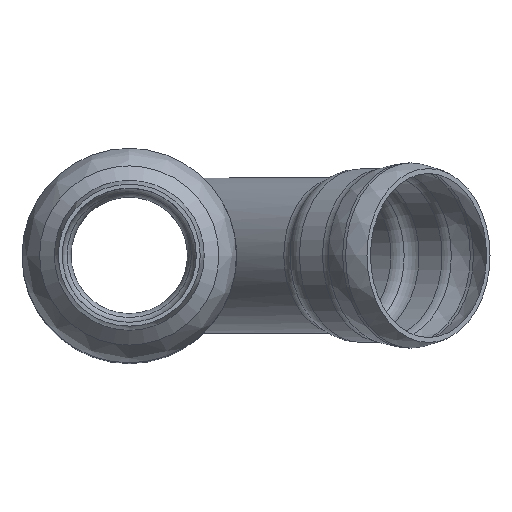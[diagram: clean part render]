
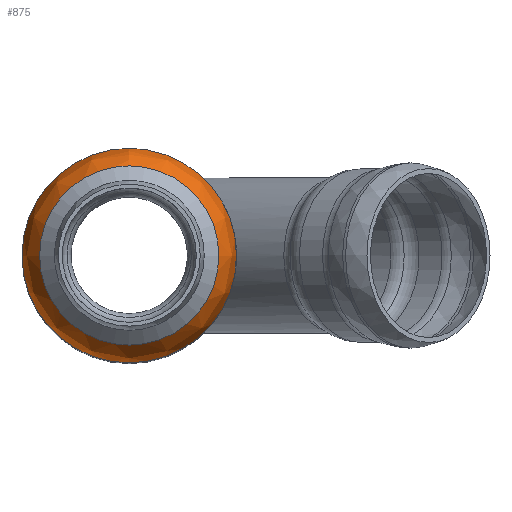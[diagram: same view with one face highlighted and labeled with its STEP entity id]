
A CAD part, top view. The second image highlights one B-rep face of the part: STEP entity #875.
In plain terms, the highlighted free-form (B-spline) face has degree [2, 2] with [3, 9] control points.
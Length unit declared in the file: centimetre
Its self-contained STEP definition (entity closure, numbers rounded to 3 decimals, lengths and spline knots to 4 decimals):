
#24=(
BOUNDED_SURFACE()
B_SPLINE_SURFACE(2,2,((#1697,#1698,#1699,#1700,#1701,#1702,#1703,#1704,
#1705),(#1706,#1707,#1708,#1709,#1710,#1711,#1712,#1713,#1714),(#1715,#1716,
#1717,#1718,#1719,#1720,#1721,#1722,#1723)),.UNSPECIFIED.,.F.,.T.,.F.)
B_SPLINE_SURFACE_WITH_KNOTS((3,3),(3,2,2,2,3),(0.,0.8173),
(-3.1416,-1.5708,0.,1.5708,3.1416),
 .UNSPECIFIED.)
GEOMETRIC_REPRESENTATION_ITEM()
RATIONAL_B_SPLINE_SURFACE(((1.,0.707,1.,0.707,1.,
0.707,1.,0.707,1.),(0.918,0.649,
0.918,0.649,0.918,0.649,
0.918,0.649,0.918),(1.,0.707,
1.,0.707,1.,0.707,1.,0.707,1.)))
REPRESENTATION_ITEM('')
SURFACE()
);
#130=FACE_OUTER_BOUND('',#183,.T.);
#183=EDGE_LOOP('',(#633,#634,#635,#636,#637));
#237=CIRCLE('',#931,36.5);
#238=CIRCLE('',#932,36.5);
#250=CIRCLE('',#950,30.5);
#251=CIRCLE('',#951,19.);
#342=VERTEX_POINT('',#1415);
#343=VERTEX_POINT('',#1416);
#361=VERTEX_POINT('',#1724);
#436=EDGE_CURVE('',#342,#343,#237,.T.);
#437=EDGE_CURVE('',#343,#342,#238,.T.);
#463=EDGE_CURVE('',#361,#361,#250,.T.);
#464=EDGE_CURVE('',#361,#342,#251,.T.);
#633=ORIENTED_EDGE('',*,*,#463,.F.);
#634=ORIENTED_EDGE('',*,*,#464,.T.);
#635=ORIENTED_EDGE('',*,*,#436,.T.);
#636=ORIENTED_EDGE('',*,*,#437,.T.);
#637=ORIENTED_EDGE('',*,*,#464,.F.);
#875=ADVANCED_FACE('',(#130),#24,.F.);
#931=AXIS2_PLACEMENT_3D('',#1417,#1094,#1095);
#932=AXIS2_PLACEMENT_3D('',#1418,#1096,#1097);
#950=AXIS2_PLACEMENT_3D('',#1725,#1138,#1139);
#951=AXIS2_PLACEMENT_3D('',#1726,#1140,#1141);
#1094=DIRECTION('center_axis',(0.,0.,1.));
#1095=DIRECTION('ref_axis',(1.,0.,0.));
#1096=DIRECTION('center_axis',(0.,0.,1.));
#1097=DIRECTION('ref_axis',(1.,0.,0.));
#1138=DIRECTION('center_axis',(0.,0.,1.));
#1139=DIRECTION('ref_axis',(1.,0.,0.));
#1140=DIRECTION('center_axis',(-1.,0.,0.));
#1141=DIRECTION('ref_axis',(0.,1.,0.));
#1415=CARTESIAN_POINT('',(642.1478,403.4059,41.0872));
#1416=CARTESIAN_POINT('',(678.6478,366.9059,41.0872));
#1417=CARTESIAN_POINT('Origin',(642.1478,366.9059,41.0872));
#1418=CARTESIAN_POINT('Origin',(642.1478,366.9059,41.0872));
#1697=CARTESIAN_POINT('Ctrl Pts',(642.1478,403.4059,41.0872));
#1698=CARTESIAN_POINT('Ctrl Pts',(605.6478,403.4059,41.0872));
#1699=CARTESIAN_POINT('Ctrl Pts',(605.6478,366.9059,41.0872));
#1700=CARTESIAN_POINT('Ctrl Pts',(605.6478,330.4059,41.0872));
#1701=CARTESIAN_POINT('Ctrl Pts',(642.1478,330.4059,41.0872));
#1702=CARTESIAN_POINT('Ctrl Pts',(678.6478,330.4059,41.0872));
#1703=CARTESIAN_POINT('Ctrl Pts',(678.6478,366.9059,41.0872));
#1704=CARTESIAN_POINT('Ctrl Pts',(678.6478,403.4059,41.0872));
#1705=CARTESIAN_POINT('Ctrl Pts',(642.1478,403.4059,41.0872));
#1706=CARTESIAN_POINT('Ctrl Pts',(642.1478,403.4059,49.3145));
#1707=CARTESIAN_POINT('Ctrl Pts',(605.6478,403.4059,49.3145));
#1708=CARTESIAN_POINT('Ctrl Pts',(605.6478,366.9059,49.3145));
#1709=CARTESIAN_POINT('Ctrl Pts',(605.6478,330.4059,49.3145));
#1710=CARTESIAN_POINT('Ctrl Pts',(642.1478,330.4059,49.3145));
#1711=CARTESIAN_POINT('Ctrl Pts',(678.6478,330.4059,49.3145));
#1712=CARTESIAN_POINT('Ctrl Pts',(678.6478,366.9059,49.3145));
#1713=CARTESIAN_POINT('Ctrl Pts',(678.6478,403.4059,49.3145));
#1714=CARTESIAN_POINT('Ctrl Pts',(642.1478,403.4059,49.3145));
#1715=CARTESIAN_POINT('Ctrl Pts',(642.1478,397.4059,54.9437));
#1716=CARTESIAN_POINT('Ctrl Pts',(611.6478,397.4059,54.9437));
#1717=CARTESIAN_POINT('Ctrl Pts',(611.6478,366.9059,54.9437));
#1718=CARTESIAN_POINT('Ctrl Pts',(611.6478,336.4059,54.9437));
#1719=CARTESIAN_POINT('Ctrl Pts',(642.1478,336.4059,54.9437));
#1720=CARTESIAN_POINT('Ctrl Pts',(672.6478,336.4059,54.9437));
#1721=CARTESIAN_POINT('Ctrl Pts',(672.6478,366.9059,54.9437));
#1722=CARTESIAN_POINT('Ctrl Pts',(672.6478,397.4059,54.9437));
#1723=CARTESIAN_POINT('Ctrl Pts',(642.1478,397.4059,54.9437));
#1724=CARTESIAN_POINT('',(642.1478,397.4059,54.9437));
#1725=CARTESIAN_POINT('Origin',(642.1478,366.9059,54.9437));
#1726=CARTESIAN_POINT('Origin',(642.1478,384.4059,41.0872));
